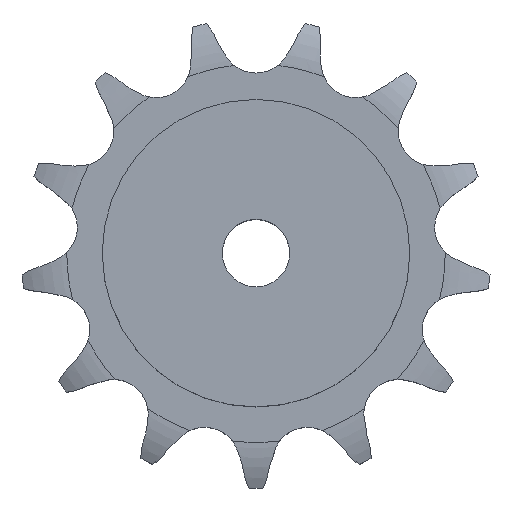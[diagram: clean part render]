
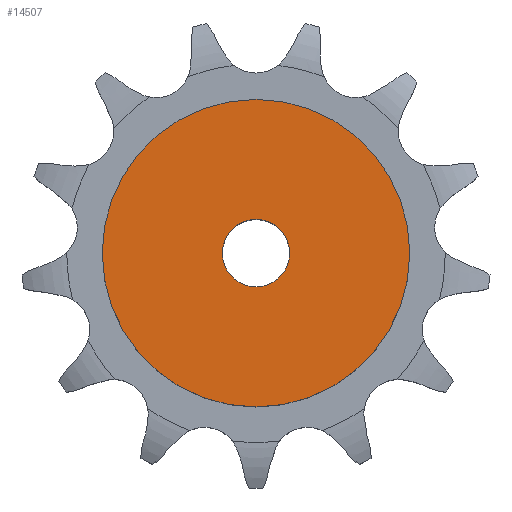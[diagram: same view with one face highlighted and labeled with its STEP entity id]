
A CAD part, top view. The second image highlights one B-rep face of the part: STEP entity #14507.
In plain terms, the highlighted planar face has unit normal (0, 0, 1).
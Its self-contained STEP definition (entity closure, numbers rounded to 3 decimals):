
#2241 = CYLINDRICAL_SURFACE('',#2242,57.);
#2242 = AXIS2_PLACEMENT_3D('',#2243,#2244,#2245);
#2243 = CARTESIAN_POINT('',(0.,0.,0.));
#2244 = DIRECTION('',(-0.,-0.,-1.));
#2245 = DIRECTION('',(1.,0.,0.));
#9406 = VERTEX_POINT('',#9407);
#9407 = CARTESIAN_POINT('',(57.,0.,50.));
#9428 = EDGE_CURVE('',#9406,#9406,#9429,.T.);
#9429 = SURFACE_CURVE('',#9430,(#9435,#9442),.PCURVE_S1.);
#9430 = CIRCLE('',#9431,57.);
#9431 = AXIS2_PLACEMENT_3D('',#9432,#9433,#9434);
#9432 = CARTESIAN_POINT('',(0.,0.,50.));
#9433 = DIRECTION('',(0.,0.,1.));
#9434 = DIRECTION('',(1.,0.,0.));
#9435 = PCURVE('',#2241,#9436);
#9436 = DEFINITIONAL_REPRESENTATION('',(#9437),#9441);
#9437 = LINE('',#9438,#9439);
#9438 = CARTESIAN_POINT('',(-0.,-50.));
#9439 = VECTOR('',#9440,1.);
#9440 = DIRECTION('',(-1.,0.));
#9441 = ( GEOMETRIC_REPRESENTATION_CONTEXT(2) 
PARAMETRIC_REPRESENTATION_CONTEXT() REPRESENTATION_CONTEXT('2D SPACE',''
  ) );
#9442 = PCURVE('',#9443,#9448);
#9443 = PLANE('',#9444);
#9444 = AXIS2_PLACEMENT_3D('',#9445,#9446,#9447);
#9445 = CARTESIAN_POINT('',(0.,0.,50.)
  );
#9446 = DIRECTION('',(0.,0.,1.));
#9447 = DIRECTION('',(1.,0.,0.));
#9448 = DEFINITIONAL_REPRESENTATION('',(#9449),#9453);
#9449 = CIRCLE('',#9450,57.);
#9450 = AXIS2_PLACEMENT_2D('',#9451,#9452);
#9451 = CARTESIAN_POINT('',(0.,0.));
#9452 = DIRECTION('',(1.,0.));
#9453 = ( GEOMETRIC_REPRESENTATION_CONTEXT(2) 
PARAMETRIC_REPRESENTATION_CONTEXT() REPRESENTATION_CONTEXT('2D SPACE',''
  ) );
#12468 = CYLINDRICAL_SURFACE('',#12469,12.5);
#12469 = AXIS2_PLACEMENT_3D('',#12470,#12471,#12472);
#12470 = CARTESIAN_POINT('',(0.,0.,283.686));
#12471 = DIRECTION('',(0.,0.,1.));
#12472 = DIRECTION('',(1.,0.,0.));
#14507 = ADVANCED_FACE('',(#14508,#14511),#9443,.T.);
#14508 = FACE_BOUND('',#14509,.T.);
#14509 = EDGE_LOOP('',(#14510));
#14510 = ORIENTED_EDGE('',*,*,#9428,.T.);
#14511 = FACE_BOUND('',#14512,.T.);
#14512 = EDGE_LOOP('',(#14513));
#14513 = ORIENTED_EDGE('',*,*,#14514,.F.);
#14514 = EDGE_CURVE('',#14515,#14515,#14517,.T.);
#14515 = VERTEX_POINT('',#14516);
#14516 = CARTESIAN_POINT('',(12.5,0.,50.));
#14517 = SURFACE_CURVE('',#14518,(#14523,#14530),.PCURVE_S1.);
#14518 = CIRCLE('',#14519,12.5);
#14519 = AXIS2_PLACEMENT_3D('',#14520,#14521,#14522);
#14520 = CARTESIAN_POINT('',(0.,0.,50.));
#14521 = DIRECTION('',(0.,0.,1.));
#14522 = DIRECTION('',(1.,0.,0.));
#14523 = PCURVE('',#9443,#14524);
#14524 = DEFINITIONAL_REPRESENTATION('',(#14525),#14529);
#14525 = CIRCLE('',#14526,12.5);
#14526 = AXIS2_PLACEMENT_2D('',#14527,#14528);
#14527 = CARTESIAN_POINT('',(0.,0.));
#14528 = DIRECTION('',(1.,0.));
#14529 = ( GEOMETRIC_REPRESENTATION_CONTEXT(2) 
PARAMETRIC_REPRESENTATION_CONTEXT() REPRESENTATION_CONTEXT('2D SPACE',''
  ) );
#14530 = PCURVE('',#12468,#14531);
#14531 = DEFINITIONAL_REPRESENTATION('',(#14532),#14536);
#14532 = LINE('',#14533,#14534);
#14533 = CARTESIAN_POINT('',(0.,-233.686));
#14534 = VECTOR('',#14535,1.);
#14535 = DIRECTION('',(1.,0.));
#14536 = ( GEOMETRIC_REPRESENTATION_CONTEXT(2) 
PARAMETRIC_REPRESENTATION_CONTEXT() REPRESENTATION_CONTEXT('2D SPACE',''
  ) );
